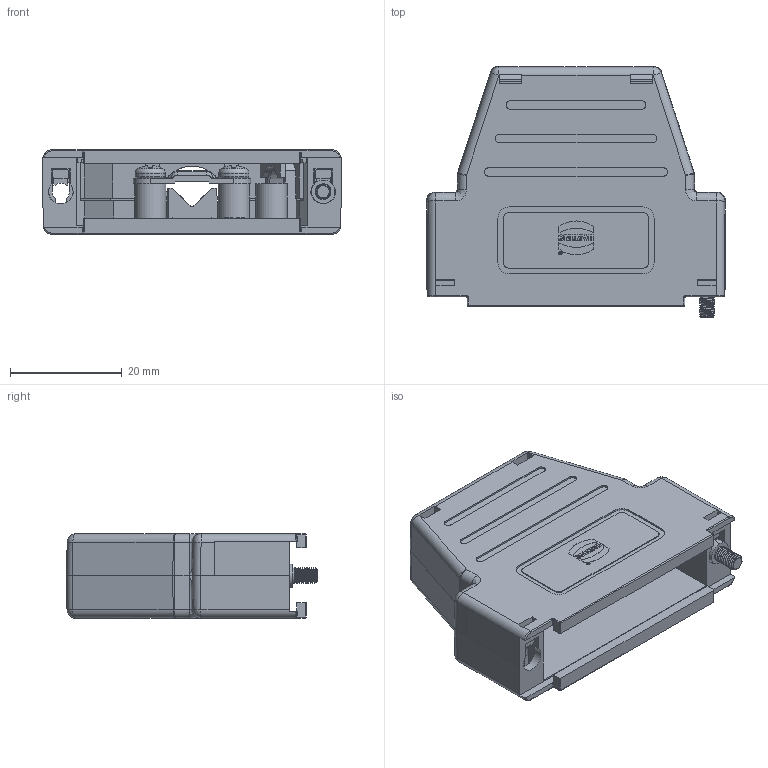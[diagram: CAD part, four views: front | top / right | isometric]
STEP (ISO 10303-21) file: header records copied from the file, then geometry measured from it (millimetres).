
FILE_DESCRIPTION(/* description */ (''),/* implementation_level */ '2;1');
FILE_NAME(/* name */ '100592124ugm000_a.stp',/* time_stamp */ '2014-08-28T16:33:24+02:00',/* author */ (''),/* organization */ (''),/* preprocessor_version */ 'ST-DEVELOPER v15',/* originating_system */ 'SIEMENS PLM Software NX 8.5',/* authorisation */ '');
FILE_SCHEMA (('AUTOMOTIVE_DESIGN { 1 0 10303 214 3 1 1 1 }'));
Products named in the file (1): 100592124ugm000_a
Bounding box: 53.5 x 45 x 15.1 mm (x, y, z)
Volume: 10510.3 mm3; surface area: 14124 mm2
Topology: 1 solids, 9 shells, 1597 faces, 4403 edges, 2847 vertices
Faces by surface type: plane 1133, cylinder 319, bspline 78, sphere 31, torus 20, cone 12, revolution 4
Entity records: 58408 total; most frequent: CARTESIAN_POINT 18130, ORIENTED_EDGE 8806, DIRECTION 7719, EDGE_CURVE 4403, LINE 3399, VECTOR 3399, VERTEX_POINT 2843, AXIS2_PLACEMENT_3D 2158
